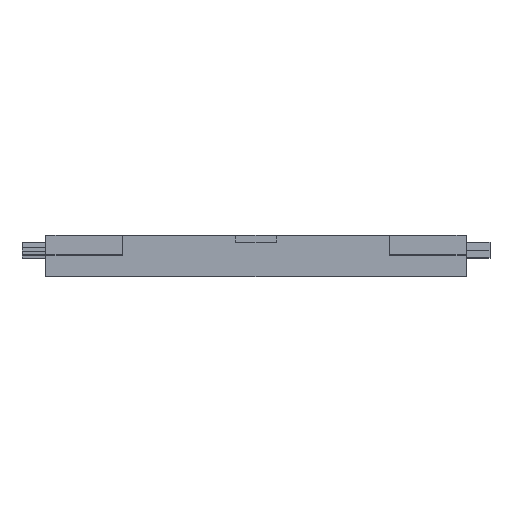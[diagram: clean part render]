
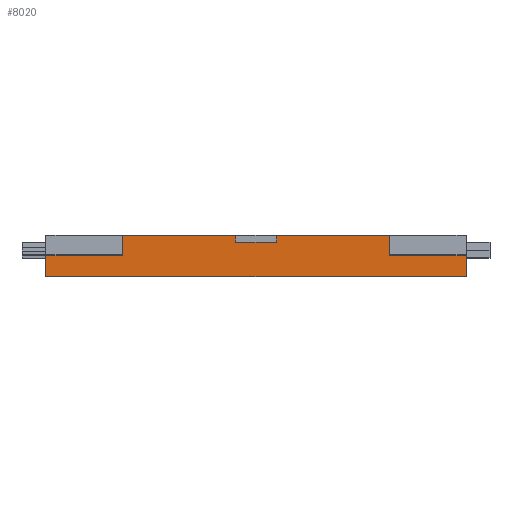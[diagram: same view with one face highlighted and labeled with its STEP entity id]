
A CAD part, front view. The second image highlights one B-rep face of the part: STEP entity #8020.
In plain terms, the highlighted planar face has unit normal (0, -1, 0).
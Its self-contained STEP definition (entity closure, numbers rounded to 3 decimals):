
#8004=AXIS2_PLACEMENT_3D('Plane Axis2P3D',#8001,#8002,#8003) ;
#2696=CARTESIAN_POINT('Vertex',(-61.4,-34.,-10.)) ;
#2699=CARTESIAN_POINT('Line Origine',(-61.4,-34.,-5.)) ;
#2703=CARTESIAN_POINT('Vertex',(-61.4,-34.,0.)) ;
#2852=CARTESIAN_POINT('Vertex',(61.4,-34.,0.)) ;
#2855=CARTESIAN_POINT('Line Origine',(61.4,-34.,-5.)) ;
#2859=CARTESIAN_POINT('Vertex',(61.4,-34.,-10.)) ;
#3157=CARTESIAN_POINT('Vertex',(-5.9,-34.,0.)) ;
#3160=CARTESIAN_POINT('Line Origine',(0.,-34.,0.)) ;
#3164=CARTESIAN_POINT('Vertex',(5.9,-34.,0.)) ;
#3332=CARTESIAN_POINT('Vertex',(-5.9,-34.,2.)) ;
#3337=CARTESIAN_POINT('Line Origine',(-5.9,-34.,1.)) ;
#3359=CARTESIAN_POINT('Line Origine',(5.9,-34.,1.)) ;
#3363=CARTESIAN_POINT('Vertex',(5.9,-34.,2.)) ;
#3447=CARTESIAN_POINT('Line Origine',(22.478,-34.,2.)) ;
#3451=CARTESIAN_POINT('Vertex',(39.057,-34.,2.)) ;
#3520=CARTESIAN_POINT('Vertex',(-39.057,-34.,2.)) ;
#3523=CARTESIAN_POINT('Line Origine',(-22.478,-34.,2.)) ;
#5185=CARTESIAN_POINT('Line Origine',(-39.057,-34.,1.)) ;
#5189=CARTESIAN_POINT('Vertex',(-39.057,-34.,0.)) ;
#5811=CARTESIAN_POINT('Line Origine',(39.057,-34.,1.)) ;
#5815=CARTESIAN_POINT('Vertex',(39.057,-34.,0.)) ;
#6779=CARTESIAN_POINT('Line Origine',(0.,-34.,-10.)) ;
#7934=CARTESIAN_POINT('Control Point',(61.4,-34.,0.)) ;
#7935=CARTESIAN_POINT('Control Point',(39.057,-34.,0.)) ;
#7980=CARTESIAN_POINT('Control Point',(-39.057,-34.,0.)) ;
#7981=CARTESIAN_POINT('Control Point',(-61.4,-34.,0.)) ;
#8001=CARTESIAN_POINT('Axis2P3D Location',(-39.,-34.,0.)) ;
#2700=DIRECTION('Vector Direction',(0.,0.,-1.)) ;
#2856=DIRECTION('Vector Direction',(0.,0.,-1.)) ;
#3161=DIRECTION('Vector Direction',(-1.,0.,0.)) ;
#3338=DIRECTION('Vector Direction',(0.,0.,1.)) ;
#3360=DIRECTION('Vector Direction',(0.,0.,1.)) ;
#3448=DIRECTION('Vector Direction',(-1.,0.,0.)) ;
#3524=DIRECTION('Vector Direction',(-1.,0.,0.)) ;
#5186=DIRECTION('Vector Direction',(0.,0.,-1.)) ;
#5812=DIRECTION('Vector Direction',(0.,0.,-1.)) ;
#6780=DIRECTION('Vector Direction',(1.,0.,0.)) ;
#8002=DIRECTION('Axis2P3D Direction',(0.,-1.,0.)) ;
#8003=DIRECTION('Axis2P3D XDirection',(1.,0.,0.)) ;
#2701=VECTOR('Line Direction',#2700,1.) ;
#2857=VECTOR('Line Direction',#2856,1.) ;
#3162=VECTOR('Line Direction',#3161,1.) ;
#3339=VECTOR('Line Direction',#3338,1.) ;
#3361=VECTOR('Line Direction',#3360,1.) ;
#3449=VECTOR('Line Direction',#3448,1.) ;
#3525=VECTOR('Line Direction',#3524,1.) ;
#5187=VECTOR('Line Direction',#5186,1.) ;
#5813=VECTOR('Line Direction',#5812,1.) ;
#6781=VECTOR('Line Direction',#6780,1.) ;
#8007=ORIENTED_EDGE('',*,*,#7982,.T.) ;
#8008=ORIENTED_EDGE('',*,*,#2705,.T.) ;
#8009=ORIENTED_EDGE('',*,*,#6783,.F.) ;
#8010=ORIENTED_EDGE('',*,*,#2861,.F.) ;
#8011=ORIENTED_EDGE('',*,*,#7936,.T.) ;
#8012=ORIENTED_EDGE('',*,*,#5817,.F.) ;
#8013=ORIENTED_EDGE('',*,*,#3453,.F.) ;
#8014=ORIENTED_EDGE('',*,*,#3365,.F.) ;
#8015=ORIENTED_EDGE('',*,*,#3166,.T.) ;
#8016=ORIENTED_EDGE('',*,*,#3341,.T.) ;
#8017=ORIENTED_EDGE('',*,*,#3527,.F.) ;
#8018=ORIENTED_EDGE('',*,*,#5191,.T.) ;
#8020=ADVANCED_FACE('Modele simplifie',(#8019),#8005,.T.) ;
#7933=B_SPLINE_CURVE_WITH_KNOTS('',1,(#7934,#7935),.UNSPECIFIED.,.F.,.U.,(2,2),(0.1,22.443),.UNSPECIFIED.) ;
#7979=B_SPLINE_CURVE_WITH_KNOTS('',1,(#7980,#7981),.UNSPECIFIED.,.F.,.U.,(2,2),(0.035,22.378),.UNSPECIFIED.) ;
#2705=EDGE_CURVE('',#2704,#2697,#2702,.T.) ;
#2861=EDGE_CURVE('',#2853,#2860,#2858,.T.) ;
#3166=EDGE_CURVE('',#3165,#3158,#3163,.T.) ;
#3341=EDGE_CURVE('',#3158,#3333,#3340,.T.) ;
#3365=EDGE_CURVE('',#3165,#3364,#3362,.T.) ;
#3453=EDGE_CURVE('',#3364,#3452,#3450,.F.) ;
#3527=EDGE_CURVE('',#3521,#3333,#3526,.F.) ;
#5191=EDGE_CURVE('',#3521,#5190,#5188,.T.) ;
#5817=EDGE_CURVE('',#3452,#5816,#5814,.T.) ;
#6783=EDGE_CURVE('',#2860,#2697,#6782,.F.) ;
#7936=EDGE_CURVE('',#2853,#5816,#7933,.T.) ;
#7982=EDGE_CURVE('',#5190,#2704,#7979,.T.) ;
#8006=EDGE_LOOP('',(#8007,#8008,#8009,#8010,#8011,#8012,#8013,#8014,#8015,#8016,#8017,#8018)) ;
#8019=FACE_OUTER_BOUND('',#8006,.T.) ;
#2702=LINE('Line',#2699,#2701) ;
#2858=LINE('Line',#2855,#2857) ;
#3163=LINE('Line',#3160,#3162) ;
#3340=LINE('Line',#3337,#3339) ;
#3362=LINE('Line',#3359,#3361) ;
#3450=LINE('Line',#3447,#3449) ;
#3526=LINE('Line',#3523,#3525) ;
#5188=LINE('Line',#5185,#5187) ;
#5814=LINE('Line',#5811,#5813) ;
#6782=LINE('Line',#6779,#6781) ;
#8005=PLANE('',#8004) ;
#2697=VERTEX_POINT('',#2696) ;
#2704=VERTEX_POINT('',#2703) ;
#2853=VERTEX_POINT('',#2852) ;
#2860=VERTEX_POINT('',#2859) ;
#3158=VERTEX_POINT('',#3157) ;
#3165=VERTEX_POINT('',#3164) ;
#3333=VERTEX_POINT('',#3332) ;
#3364=VERTEX_POINT('',#3363) ;
#3452=VERTEX_POINT('',#3451) ;
#3521=VERTEX_POINT('',#3520) ;
#5190=VERTEX_POINT('',#5189) ;
#5816=VERTEX_POINT('',#5815) ;
